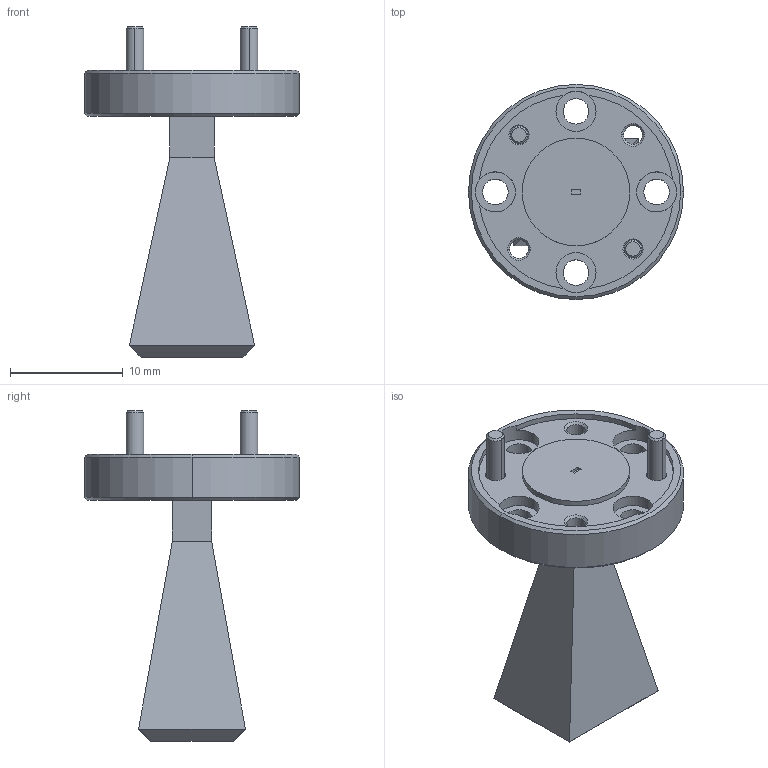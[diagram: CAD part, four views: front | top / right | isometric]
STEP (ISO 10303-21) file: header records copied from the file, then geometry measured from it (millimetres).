
FILE_DESCRIPTION (( 'STEP AP203' ), '1' );
FILE_NAME ('AZ-0324-A.STEP', '2022-11-04T15:53:25', ( '' ), ( '' ), 'SwSTEP 2.0', 'SolidWorks 2021', '' );
FILE_SCHEMA (( 'CONFIG_CONTROL_DESIGN' ));
Length unit declared in the file: inch
Products named in the file (3): AZ-0324-A; DMAZ-03-801-1, df; PHW-DPXXXX-Y_PHW-DP0631-W
Assembly tree (3 placements, depth 2):
  AZ-0324-A
    DMAZ-03-801-1, df
    PHW-DPXXXX-Y_PHW-DP0631-W  x2
Bounding box: 19.05 x 19.05 x 29.27 mm (x, y, z)
Volume: 2000.5 mm3; surface area: 1699.3 mm2
Topology: 3 solids, 3 shells, 86 faces, 204 edges, 128 vertices
Faces by surface type: cylinder 36, plane 30, cone 20
Entity records: 2681 total; most frequent: DIRECTION 450, CARTESIAN_POINT 394, ORIENTED_EDGE 380, EDGE_CURVE 190, AXIS2_PLACEMENT_3D 176, VERTEX_POINT 120, VECTOR 98, EDGE_LOOP 98
